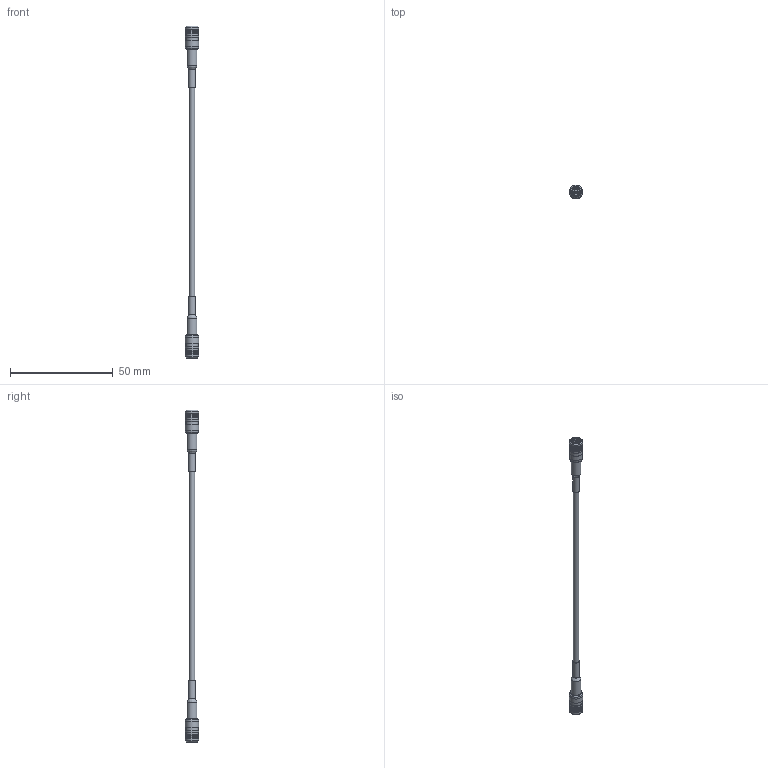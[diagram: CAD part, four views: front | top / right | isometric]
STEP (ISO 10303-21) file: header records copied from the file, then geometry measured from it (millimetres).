
FILE_DESCRIPTION (( 'STEP AP203' ), '1' );
FILE_NAME ('FMC1616174_3D.step', '2020-06-11T14:40:43', ( '' ), ( '' ), 'SwSTEP 2.0', 'SolidWorks 2018', '' );
FILE_SCHEMA (( 'CONFIG_CONTROL_DESIGN' ));
Length unit declared in the file: inch
Products named in the file (3): SC8841^FMC1616174_Heat Shrink; FMC1616174_3D; Coax Cable^FMC1616174_RG174
Assembly tree (3 placements, depth 2):
  FMC1616174_3D
    Coax Cable^FMC1616174_RG174
    SC8841^FMC1616174_Heat Shrink  x2
Bounding box: 6.5 x 6.5 x 161.59 mm (x, y, z)
Volume: 1640.9 mm3; surface area: 2265.5 mm2
Topology: 3 solids, 3 shells, 129 faces, 301 edges, 192 vertices
Faces by surface type: plane 68, cylinder 29, bspline 16, torus 10, cone 6
Full cylindrical faces by diameter (mm): 0.508 x2, 0.66 x2, 2.032 x2, 2.591 x1, 3.251 x2, 3.607 x2, 4.013 x2, 4.115 x2, 4.762 x2, 6.099 x2, 6.5 x10
Entity records: 2227 total; most frequent: CARTESIAN_POINT 514, DIRECTION 300, ORIENTED_EDGE 248, AXIS2_PLACEMENT_3D 126, EDGE_CURVE 124, EDGE_LOOP 98, VERTEX_POINT 94, FACE_OUTER_BOUND 88
